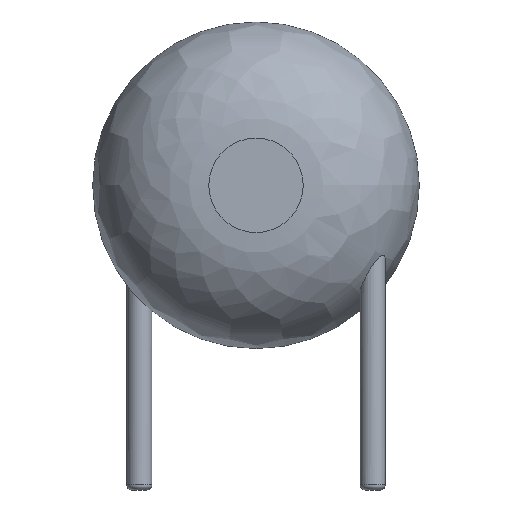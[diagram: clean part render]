
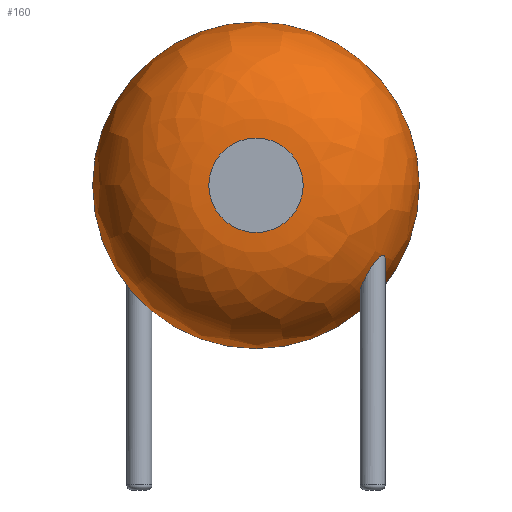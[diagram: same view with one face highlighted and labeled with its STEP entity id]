
A CAD part, front view. The second image highlights one B-rep face of the part: STEP entity #160.
In plain terms, the highlighted face is a revolution surface.
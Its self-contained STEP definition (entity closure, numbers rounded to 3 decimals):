
#24 = VERTEX_POINT('',#25);
#25 = CARTESIAN_POINT('',(6.,-1.312,3.53));
#31 = EDGE_CURVE('',#24,#24,#32,.T.);
#32 = CIRCLE('',#33,3.5);
#33 = AXIS2_PLACEMENT_3D('',#34,#35,#36);
#34 = CARTESIAN_POINT('',(2.5,-1.312,3.53));
#35 = DIRECTION('',(0.,-1.,0.));
#36 = DIRECTION('',(1.,0.,0.));
#160 = ADVANCED_FACE('',(#161,#181),#267,.T.);
#161 = FACE_BOUND('',#162,.T.);
#162 = EDGE_LOOP('',(#163,#164,#173,#180));
#163 = ORIENTED_EDGE('',*,*,#31,.T.);
#164 = ORIENTED_EDGE('',*,*,#165,.T.);
#165 = EDGE_CURVE('',#24,#166,#168,.T.);
#166 = VERTEX_POINT('',#167);
#167 = CARTESIAN_POINT('',(3.512,-3.8,3.53));
#168 = CIRCLE('',#169,2.488);
#169 = AXIS2_PLACEMENT_3D('',#170,#171,#172);
#170 = CARTESIAN_POINT('',(3.512,-1.312,3.53));
#171 = DIRECTION('',(0.,0.,-1.));
#172 = DIRECTION('',(1.,0.,0.));
#173 = ORIENTED_EDGE('',*,*,#174,.F.);
#174 = EDGE_CURVE('',#166,#166,#175,.T.);
#175 = CIRCLE('',#176,1.012);
#176 = AXIS2_PLACEMENT_3D('',#177,#178,#179);
#177 = CARTESIAN_POINT('',(2.5,-3.8,3.53));
#178 = DIRECTION('',(0.,-1.,0.));
#179 = DIRECTION('',(1.,0.,0.));
#180 = ORIENTED_EDGE('',*,*,#165,.F.);
#181 = FACE_BOUND('',#182,.T.);
#182 = EDGE_LOOP('',(#183,#206));
#183 = ORIENTED_EDGE('',*,*,#184,.T.);
#184 = EDGE_CURVE('',#185,#187,#189,.T.);
#185 = VERTEX_POINT('',#186);
#186 = CARTESIAN_POINT('',(5.27,-2.5,1.932));
#187 = VERTEX_POINT('',#188);
#188 = CARTESIAN_POINT('',(4.887,-2.255,1.231)
);
#189 = B_SPLINE_CURVE_WITH_KNOTS('',8,(#190,#191,#192,#193,#194,#195,
#196,#197,#198,#199,#200,#201,#202,#203,#204,#205),.UNSPECIFIED.,.F.
,.F.,(9,7,9),(0.,0.378,1.),.UNSPECIFIED.);
#190 = CARTESIAN_POINT('',(5.27,-2.5,1.932));
#191 = CARTESIAN_POINT('',(5.27,-2.473,1.903));
#192 = CARTESIAN_POINT('',(5.267,-2.448,1.871
));
#193 = CARTESIAN_POINT('',(5.261,-2.423,1.837
));
#194 = CARTESIAN_POINT('',(5.253,-2.399,1.802
));
#195 = CARTESIAN_POINT('',(5.243,-2.377,1.766)
);
#196 = CARTESIAN_POINT('',(5.23,-2.356,1.729)
);
#197 = CARTESIAN_POINT('',(5.216,-2.336,1.692
));
#198 = CARTESIAN_POINT('',(5.173,-2.289,1.593
));
#199 = CARTESIAN_POINT('',(5.141,-2.264,1.531
));
#200 = CARTESIAN_POINT('',(5.105,-2.244,1.471
));
#201 = CARTESIAN_POINT('',(5.065,-2.23,1.412
));
#202 = CARTESIAN_POINT('',(5.022,-2.223,1.357)
);
#203 = CARTESIAN_POINT('',(4.976,-2.224,1.307
));
#204 = CARTESIAN_POINT('',(4.931,-2.235,1.264
));
#205 = CARTESIAN_POINT('',(4.887,-2.255,1.231)
);
#206 = ORIENTED_EDGE('',*,*,#207,.T.);
#207 = EDGE_CURVE('',#187,#185,#208,.T.);
#208 = B_SPLINE_CURVE_WITH_KNOTS('',8,(#209,#210,#211,#212,#213,#214,
#215,#216,#217,#218,#219,#220,#221,#222,#223,#224,#225,#226,#227,
#228,#229,#230,#231,#232,#233,#234,#235,#236,#237,#238,#239,#240,
#241,#242,#243,#244,#245,#246,#247,#248,#249,#250,#251,#252,#253,
#254,#255,#256,#257,#258,#259,#260,#261,#262,#263,#264,#265,#266),
.UNSPECIFIED.,.F.,.F.,(9,7,7,7,7,7,7,7,9),(0.,0.125,
0.247,0.315,0.53,0.775,
0.854,0.938,1.),.UNSPECIFIED.);
#209 = CARTESIAN_POINT('',(4.887,-2.255,1.231)
);
#210 = CARTESIAN_POINT('',(4.87,-2.263,1.217
));
#211 = CARTESIAN_POINT('',(4.852,-2.272,1.205
));
#212 = CARTESIAN_POINT('',(4.836,-2.284,1.195
));
#213 = CARTESIAN_POINT('',(4.82,-2.296,1.187
));
#214 = CARTESIAN_POINT('',(4.805,-2.31,1.181
));
#215 = CARTESIAN_POINT('',(4.792,-2.326,1.178
));
#216 = CARTESIAN_POINT('',(4.78,-2.342,1.176
));
#217 = CARTESIAN_POINT('',(4.759,-2.377,1.178
));
#218 = CARTESIAN_POINT('',(4.75,-2.394,1.182)
);
#219 = CARTESIAN_POINT('',(4.743,-2.413,1.187
));
#220 = CARTESIAN_POINT('',(4.737,-2.431,1.194
));
#221 = CARTESIAN_POINT('',(4.733,-2.45,1.204)
);
#222 = CARTESIAN_POINT('',(4.731,-2.468,1.215
));
#223 = CARTESIAN_POINT('',(4.73,-2.487,1.227
));
#224 = CARTESIAN_POINT('',(4.73,-2.515,1.249)
);
#225 = CARTESIAN_POINT('',(4.731,-2.525,1.258
));
#226 = CARTESIAN_POINT('',(4.732,-2.535,1.267
));
#227 = CARTESIAN_POINT('',(4.733,-2.545,1.276
));
#228 = CARTESIAN_POINT('',(4.735,-2.555,1.286)
);
#229 = CARTESIAN_POINT('',(4.737,-2.564,1.296)
);
#230 = CARTESIAN_POINT('',(4.74,-2.574,1.306
));
#231 = CARTESIAN_POINT('',(4.752,-2.611,1.35
));
#232 = CARTESIAN_POINT('',(4.765,-2.638,1.387
));
#233 = CARTESIAN_POINT('',(4.78,-2.662,1.426
));
#234 = CARTESIAN_POINT('',(4.798,-2.684,1.466)
);
#235 = CARTESIAN_POINT('',(4.818,-2.703,1.508)
);
#236 = CARTESIAN_POINT('',(4.84,-2.72,1.551
));
#237 = CARTESIAN_POINT('',(4.863,-2.734,1.595
));
#238 = CARTESIAN_POINT('',(4.915,-2.758,1.688
));
#239 = CARTESIAN_POINT('',(4.945,-2.767,1.738
));
#240 = CARTESIAN_POINT('',(4.976,-2.773,1.788)
);
#241 = CARTESIAN_POINT('',(5.008,-2.774,1.836
));
#242 = CARTESIAN_POINT('',(5.04,-2.771,1.882
));
#243 = CARTESIAN_POINT('',(5.074,-2.764,1.924)
);
#244 = CARTESIAN_POINT('',(5.107,-2.751,1.961
));
#245 = CARTESIAN_POINT('',(5.149,-2.726,1.999
));
#246 = CARTESIAN_POINT('',(5.159,-2.719,2.007
));
#247 = CARTESIAN_POINT('',(5.169,-2.712,2.014
));
#248 = CARTESIAN_POINT('',(5.178,-2.704,2.02)
);
#249 = CARTESIAN_POINT('',(5.188,-2.695,2.025)
);
#250 = CARTESIAN_POINT('',(5.197,-2.686,2.028)
);
#251 = CARTESIAN_POINT('',(5.205,-2.676,2.031
));
#252 = CARTESIAN_POINT('',(5.221,-2.655,2.032
));
#253 = CARTESIAN_POINT('',(5.229,-2.644,2.031
));
#254 = CARTESIAN_POINT('',(5.236,-2.632,2.029)
);
#255 = CARTESIAN_POINT('',(5.243,-2.62,2.025
));
#256 = CARTESIAN_POINT('',(5.248,-2.608,2.02
));
#257 = CARTESIAN_POINT('',(5.253,-2.596,2.013
));
#258 = CARTESIAN_POINT('',(5.257,-2.583,2.005
));
#259 = CARTESIAN_POINT('',(5.263,-2.562,1.99
));
#260 = CARTESIAN_POINT('',(5.265,-2.553,1.983
));
#261 = CARTESIAN_POINT('',(5.267,-2.544,1.975
));
#262 = CARTESIAN_POINT('',(5.268,-2.535,1.967)
);
#263 = CARTESIAN_POINT('',(5.269,-2.526,1.959
));
#264 = CARTESIAN_POINT('',(5.27,-2.517,1.95)
);
#265 = CARTESIAN_POINT('',(5.27,-2.509,1.941));
#266 = CARTESIAN_POINT('',(5.27,-2.5,1.932));
#267 = SURFACE_OF_REVOLUTION('',#268,#281);
#268 = B_SPLINE_CURVE_WITH_KNOTS('',6,(#269,#270,#271,#272,#273,#274,
#275,#276,#277,#278,#279,#280),.UNSPECIFIED.,.F.,.F.,(7,5,7),(
0.,0.785,1.571),.UNSPECIFIED.);
#269 = CARTESIAN_POINT('',(6.,-1.312,3.53));
#270 = CARTESIAN_POINT('',(6.,-1.638,3.53));
#271 = CARTESIAN_POINT('',(5.949,-1.964,3.53));
#272 = CARTESIAN_POINT('',(5.847,-2.279,3.53));
#273 = CARTESIAN_POINT('',(5.696,-2.575,3.53));
#274 = CARTESIAN_POINT('',(5.502,-2.841,3.53));
#275 = CARTESIAN_POINT('',(5.041,-3.302,3.53));
#276 = CARTESIAN_POINT('',(4.775,-3.496,3.53));
#277 = CARTESIAN_POINT('',(4.479,-3.647,3.53));
#278 = CARTESIAN_POINT('',(4.164,-3.749,3.53));
#279 = CARTESIAN_POINT('',(3.838,-3.8,3.53));
#280 = CARTESIAN_POINT('',(3.512,-3.8,3.53));
#281 = AXIS1_PLACEMENT('',#282,#283);
#282 = CARTESIAN_POINT('',(2.5,-1.312,3.53));
#283 = DIRECTION('',(0.,-1.,0.));
